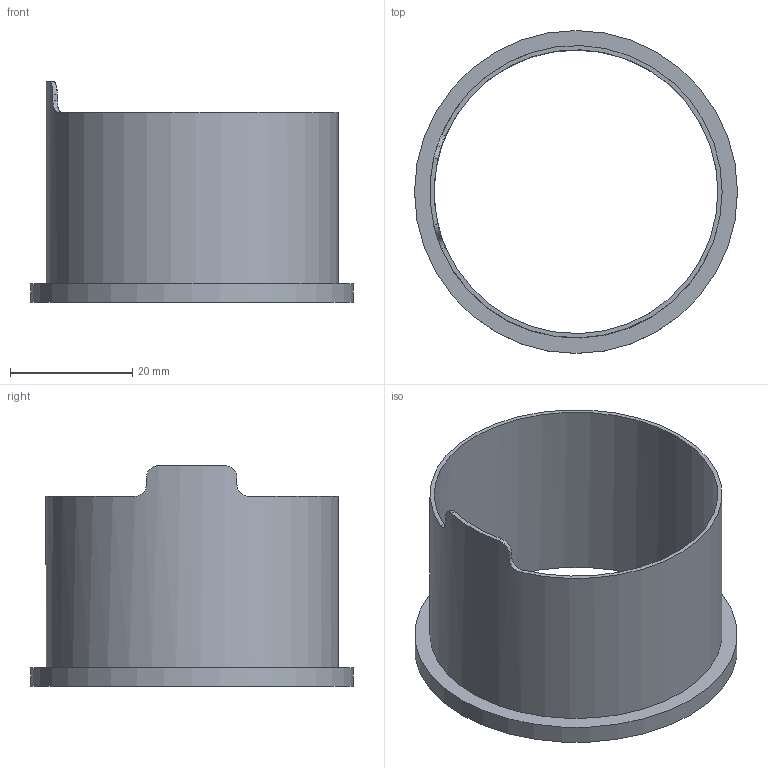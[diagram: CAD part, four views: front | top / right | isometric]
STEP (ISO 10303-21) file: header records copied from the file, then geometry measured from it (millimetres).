
FILE_DESCRIPTION(/* description */ ('CAx-IF Rec.Pracs.---Representation and Presentation of Product Manufacturing Information (PMI)---4.0---2014-10-13','CAx-IF Rec.Pracs.---3D Tessellated Geometry---0.4---2014-09-14','2;1'),/* implementation_level */ '2;1');
FILE_NAME(/* name */ '硅胶模具_1',/* time_stamp */ '2024-01-16T19:33:47+08:00',/* author */ (''),/* organization */ (''),/* preprocessor_version */ 'ST-DEVELOPER v18.102',/* originating_system */ 'SIEMENS PLM Software NX 2023',/* authorisation */ $);
FILE_SCHEMA (('AP242_MANAGED_MODEL_BASED_3D_ENGINEERING_MIM_LF { 1 0 10303 442 3 1 4 }'));
Length unit declared in the file: millimetre
Products named in the file (1): 硅胶模具_1
Bounding box: 52.74 x 52.74 x 36 mm (x, y, z)
Volume: 4390.9 mm3; surface area: 10357.8 mm2
Topology: 1 solids, 1 shells, 13 faces, 42 edges, 35 vertices
Faces by surface type: cylinder 5, plane 4, torus 4
Full cylindrical faces by diameter (mm): 46.357 x1, 47.734 x1, 52.74 x1
Entity records: 643 total; most frequent: CARTESIAN_POINT 127, DIRECTION 114, ORIENTED_EDGE 56, AXIS2_PLACEMENT_3D 55, EDGE_CURVE 28, CIRCLE 25, VERTEX_POINT 20, EDGE_LOOP 18
